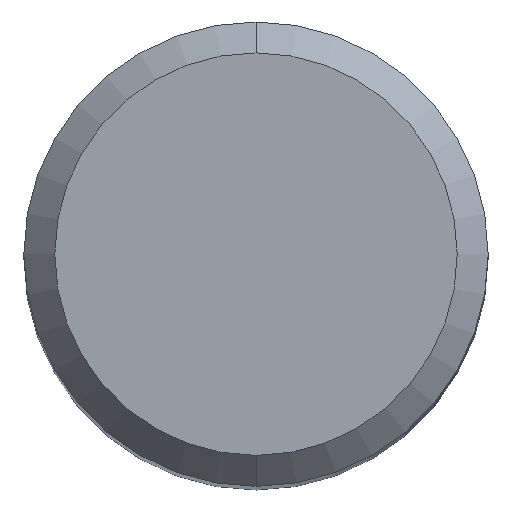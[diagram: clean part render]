
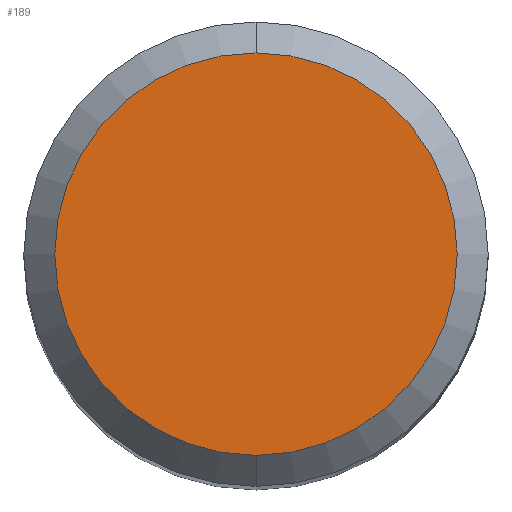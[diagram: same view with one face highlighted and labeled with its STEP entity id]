
A CAD part, top view. The second image highlights one B-rep face of the part: STEP entity #189.
In plain terms, the highlighted planar face has unit normal (0, 0, 1).
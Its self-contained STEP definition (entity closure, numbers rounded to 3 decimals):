
#181=EDGE_CURVE('',#345,#319,#413,.T.);
#189=ADVANCED_FACE('',(#423),#424,.T.);
#233=EDGE_CURVE('',#319,#345,#476,.T.);
#319=VERTEX_POINT('',#571);
#345=VERTEX_POINT('',#602);
#413=CIRCLE('',#679,2.6);
#423=FACE_OUTER_BOUND('',#689,.T.);
#424=PLANE('',#690);
#476=CIRCLE('',#754,2.6);
#571=CARTESIAN_POINT('',(0.,-2.6,0.0));
#602=CARTESIAN_POINT('',(0.0,2.6,0.0));
#679=AXIS2_PLACEMENT_3D('',#971,#972,#973);
#689=EDGE_LOOP('',(#991,#992));
#690=AXIS2_PLACEMENT_3D('',#993,#994,#995);
#754=AXIS2_PLACEMENT_3D('',#1074,#1075,#1076);
#971=CARTESIAN_POINT('',(0.0,0.0,0.0));
#972=DIRECTION('',(0.0,0.0,-1.0));
#973=DIRECTION('',(0.0,1.0,0.0));
#991=ORIENTED_EDGE('',*,*,#181,.F.);
#992=ORIENTED_EDGE('',*,*,#233,.F.);
#993=CARTESIAN_POINT('',(0.0,1.3,0.0));
#994=DIRECTION('',(0.0,0.0,1.0));
#995=DIRECTION('',(0.0,-1.0,0.0));
#1074=CARTESIAN_POINT('',(0.0,0.0,0.0));
#1075=DIRECTION('',(0.0,0.0,-1.0));
#1076=DIRECTION('',(0.0,1.0,0.0));
